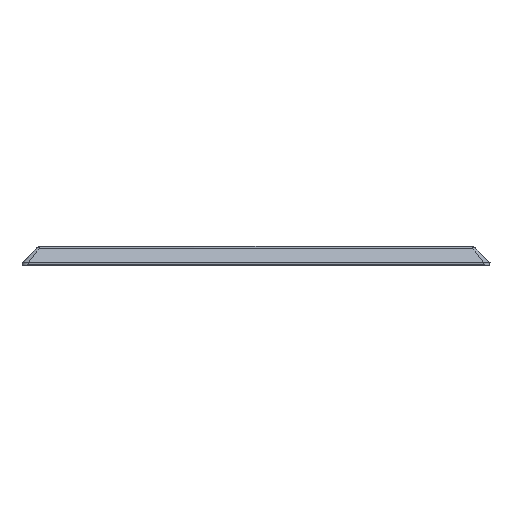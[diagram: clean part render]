
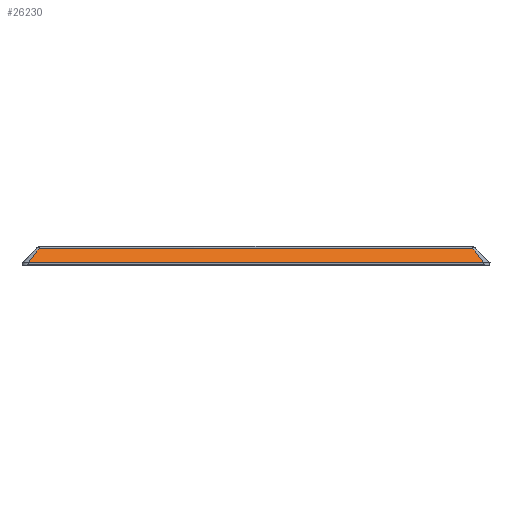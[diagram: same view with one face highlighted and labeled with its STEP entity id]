
A CAD part, left-side view. The second image highlights one B-rep face of the part: STEP entity #26230.
In plain terms, the highlighted planar face has unit normal (-0.707, 0, 0.707).
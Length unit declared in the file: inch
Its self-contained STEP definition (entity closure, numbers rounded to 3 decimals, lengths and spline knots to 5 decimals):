
#461 = AXIS2_PLACEMENT_3D ( 'NONE', #9561, #4938, #4781 ) ;
#1009 = CARTESIAN_POINT ( 'NONE',  ( -3.95374, 2.08196, -0.0176 ) ) ;
#2005 = B_SPLINE_CURVE_WITH_KNOTS ( 'NONE', 3,
 ( #26619, #24683, #14955, #14483 ),
 .UNSPECIFIED., .F., .F.,
 ( 4, 4 ),
 ( -0.04611, -0.04043 ),
 .UNSPECIFIED. ) ;
#3787 = CARTESIAN_POINT ( 'NONE',  ( -3.95374, -2.08196, -0.0176 ) ) ;
#3995 = EDGE_CURVE ( 'NONE', #21215, #14713, #25893, .T. ) ;
#4387 = CARTESIAN_POINT ( 'NONE',  ( -3.99679, -2.12501, -0.06065 ) ) ;
#4417 = VECTOR ( 'NONE', #28458, 39.37008 ) ;
#4781 = DIRECTION ( 'NONE',  ( 0.707, 0., 0.707 ) ) ;
#4938 = DIRECTION ( 'NONE',  ( -0.707, 0., 0.707 ) ) ;
#5756 = B_SPLINE_CURVE_WITH_KNOTS ( 'NONE', 3,
 ( #8869, #23225, #4387, #16519 ),
 .UNSPECIFIED., .F., .F.,
 ( 4, 4 ),
 ( -0.03442, -0.02874 ),
 .UNSPECIFIED. ) ;
#8869 = CARTESIAN_POINT ( 'NONE',  ( -4.0935, -2.18993, -0.15736 ) ) ;
#8957 = ORIENTED_EDGE ( 'NONE', *, *, #12831, .T. ) ;
#9561 = CARTESIAN_POINT ( 'NONE',  ( -1.96807, 2.25, 1.96807 ) ) ;
#10014 = VERTEX_POINT ( 'NONE', #1009 ) ;
#10140 = LINE ( 'NONE', #24817, #30006 ) ;
#11450 = VERTEX_POINT ( 'NONE', #3787 ) ;
#12831 = EDGE_CURVE ( 'NONE', #14713, #11450, #5756, .T. ) ;
#14483 = CARTESIAN_POINT ( 'NONE',  ( -4.0935, 2.18993, -0.15736 ) ) ;
#14713 = VERTEX_POINT ( 'NONE', #21304 ) ;
#14955 = CARTESIAN_POINT ( 'NONE',  ( -4.05006, 2.14763, -0.11392 ) ) ;
#16519 = CARTESIAN_POINT ( 'NONE',  ( -3.95374, -2.08196, -0.0176 ) ) ;
#17447 = ORIENTED_EDGE ( 'NONE', *, *, #27761, .T. ) ;
#17865 = EDGE_LOOP ( 'NONE', ( #31349, #8957, #19886, #17447 ) ) ;
#18122 = DIRECTION ( 'NONE',  ( 0., -1., 0. ) ) ;
#18726 = CARTESIAN_POINT ( 'NONE',  ( -4.0935, 2.25, -0.15736 ) ) ;
#19886 = ORIENTED_EDGE ( 'NONE', *, *, #25385, .F. ) ;
#20465 = CARTESIAN_POINT ( 'NONE',  ( -4.0935, 2.18993, -0.15736 ) ) ;
#21215 = VERTEX_POINT ( 'NONE', #20465 ) ;
#21241 = FACE_OUTER_BOUND ( 'NONE', #17865, .T. ) ;
#21304 = CARTESIAN_POINT ( 'NONE',  ( -4.0935, -2.18993, -0.15736 ) ) ;
#21700 = PLANE ( 'NONE',  #461 ) ;
#23225 = CARTESIAN_POINT ( 'NONE',  ( -4.05006, -2.14763, -0.11392 ) ) ;
#24683 = CARTESIAN_POINT ( 'NONE',  ( -3.99679, 2.12501, -0.06065 ) ) ;
#24817 = CARTESIAN_POINT ( 'NONE',  ( -3.95374, 2.25, -0.0176 ) ) ;
#25385 = EDGE_CURVE ( 'NONE', #10014, #11450, #10140, .T. ) ;
#25893 = LINE ( 'NONE', #18726, #4417 ) ;
#26230 = ADVANCED_FACE ( 'NONE', ( #21241 ), #21700, .T. ) ;
#26619 = CARTESIAN_POINT ( 'NONE',  ( -3.95374, 2.08196, -0.0176 ) ) ;
#27761 = EDGE_CURVE ( 'NONE', #10014, #21215, #2005, .T. ) ;
#28458 = DIRECTION ( 'NONE',  ( 0., -1., 0. ) ) ;
#30006 = VECTOR ( 'NONE', #18122, 39.37008 ) ;
#31349 = ORIENTED_EDGE ( 'NONE', *, *, #3995, .T. ) ;
